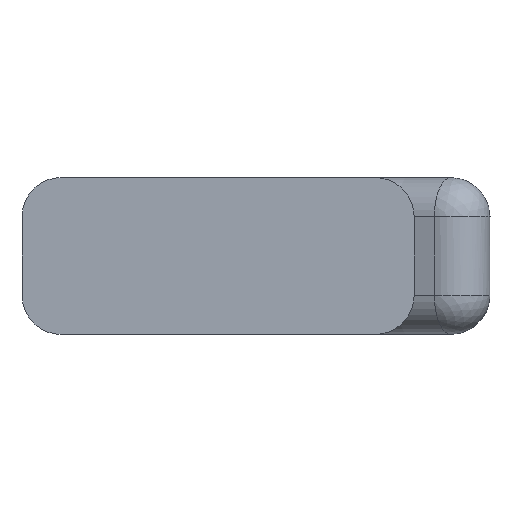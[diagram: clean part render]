
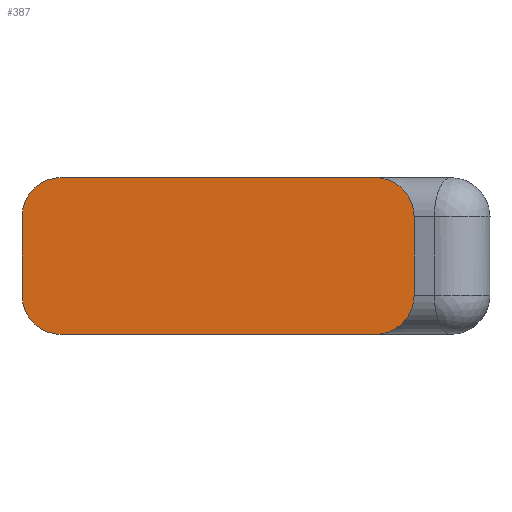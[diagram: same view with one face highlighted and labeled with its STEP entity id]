
A CAD part, front view. The second image highlights one B-rep face of the part: STEP entity #387.
In plain terms, the highlighted planar face has unit normal (0, -1, 0).
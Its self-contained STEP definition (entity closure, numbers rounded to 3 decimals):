
#17=PLANE('',#450);
#41=FACE_OUTER_BOUND('',#66,.T.);
#66=EDGE_LOOP('',(#298,#299,#300,#301,#302,#303,#304,#305));
#87=LINE('',#675,#110);
#93=LINE('',#696,#116);
#94=LINE('',#699,#117);
#95=LINE('',#700,#118);
#110=VECTOR('',#533,10.);
#116=VECTOR('',#557,10.);
#117=VECTOR('',#560,10.);
#118=VECTOR('',#561,10.);
#125=CIRCLE('',#421,1.);
#139=CIRCLE('',#439,1.);
#144=CIRCLE('',#451,1.);
#145=CIRCLE('',#452,1.);
#159=VERTEX_POINT('',#618);
#160=VERTEX_POINT('',#619);
#173=VERTEX_POINT('',#663);
#174=VERTEX_POINT('',#664);
#176=VERTEX_POINT('',#673);
#181=VERTEX_POINT('',#693);
#182=VERTEX_POINT('',#695);
#183=VERTEX_POINT('',#697);
#193=EDGE_CURVE('',#159,#160,#125,.T.);
#211=EDGE_CURVE('',#173,#174,#139,.T.);
#217=EDGE_CURVE('',#159,#176,#87,.T.);
#226=EDGE_CURVE('',#181,#176,#144,.T.);
#227=EDGE_CURVE('',#181,#182,#93,.T.);
#228=EDGE_CURVE('',#183,#182,#145,.T.);
#229=EDGE_CURVE('',#174,#183,#94,.T.);
#230=EDGE_CURVE('',#173,#160,#95,.T.);
#298=ORIENTED_EDGE('',*,*,#193,.F.);
#299=ORIENTED_EDGE('',*,*,#217,.T.);
#300=ORIENTED_EDGE('',*,*,#226,.F.);
#301=ORIENTED_EDGE('',*,*,#227,.T.);
#302=ORIENTED_EDGE('',*,*,#228,.F.);
#303=ORIENTED_EDGE('',*,*,#229,.F.);
#304=ORIENTED_EDGE('',*,*,#211,.F.);
#305=ORIENTED_EDGE('',*,*,#230,.T.);
#387=ADVANCED_FACE('',(#41),#17,.T.);
#421=AXIS2_PLACEMENT_3D('',#620,#481,#482);
#439=AXIS2_PLACEMENT_3D('',#665,#521,#522);
#450=AXIS2_PLACEMENT_3D('',#692,#553,#554);
#451=AXIS2_PLACEMENT_3D('',#694,#555,#556);
#452=AXIS2_PLACEMENT_3D('',#698,#558,#559);
#481=DIRECTION('center_axis',(0.,1.,0.));
#482=DIRECTION('ref_axis',(0.707,0.,-0.707));
#521=DIRECTION('center_axis',(0.,1.,0.));
#522=DIRECTION('ref_axis',(-0.707,0.,-0.707));
#533=DIRECTION('',(0.,0.,1.));
#553=DIRECTION('center_axis',(0.,-1.,0.));
#554=DIRECTION('ref_axis',(0.,0.,-1.));
#555=DIRECTION('center_axis',(0.,1.,0.));
#556=DIRECTION('ref_axis',(0.707,0.,0.707));
#557=DIRECTION('',(-1.,0.,0.));
#558=DIRECTION('center_axis',(0.,1.,0.));
#559=DIRECTION('ref_axis',(-0.707,0.,0.707));
#560=DIRECTION('',(0.,0.,1.));
#561=DIRECTION('',(1.,0.,0.));
#618=CARTESIAN_POINT('',(10.,0.,1.));
#619=CARTESIAN_POINT('',(9.,0.,0.));
#620=CARTESIAN_POINT('Origin',(9.,0.,1.));
#663=CARTESIAN_POINT('',(1.,0.,0.));
#664=CARTESIAN_POINT('',(0.,0.,1.));
#665=CARTESIAN_POINT('Origin',(1.,0.,1.));
#673=CARTESIAN_POINT('',(10.,0.,3.));
#675=CARTESIAN_POINT('',(10.,0.,0.));
#692=CARTESIAN_POINT('Origin',(10.,0.,0.));
#693=CARTESIAN_POINT('',(9.,0.,4.));
#694=CARTESIAN_POINT('Origin',(9.,0.,3.));
#695=CARTESIAN_POINT('',(1.,0.,4.));
#696=CARTESIAN_POINT('',(0.,0.,4.));
#697=CARTESIAN_POINT('',(0.,0.,3.));
#698=CARTESIAN_POINT('Origin',(1.,0.,3.));
#699=CARTESIAN_POINT('',(0.,0.,0.));
#700=CARTESIAN_POINT('',(0.,0.,0.));
